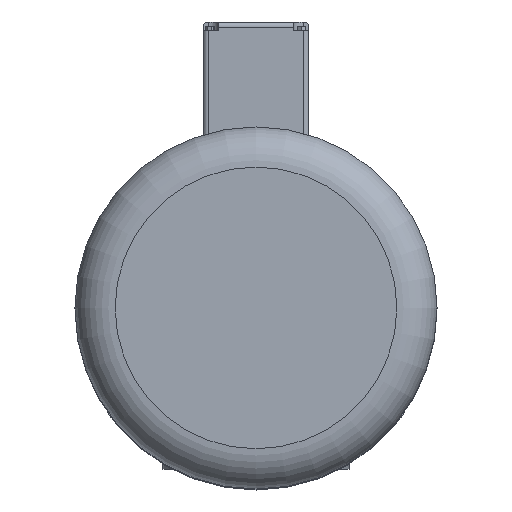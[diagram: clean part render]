
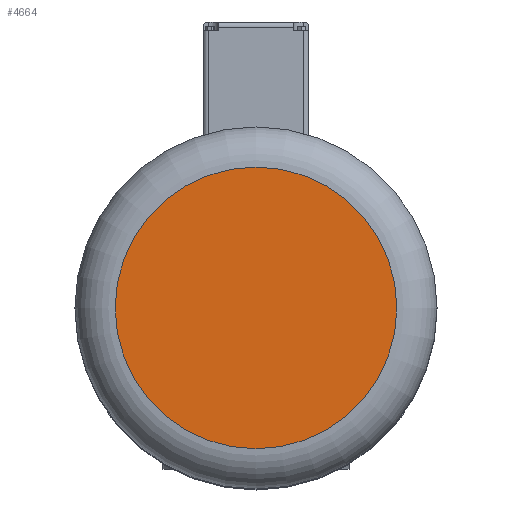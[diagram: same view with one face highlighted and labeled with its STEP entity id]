
A CAD part, top view. The second image highlights one B-rep face of the part: STEP entity #4664.
In plain terms, the highlighted planar face has unit normal (0, 0, 1).
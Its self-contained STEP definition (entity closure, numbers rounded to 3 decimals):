
#4664=ADVANCED_FACE('',(#8646),#8648,.T.);
#8646=FACE_BOUND('',#8647,.T.);
#8647=EDGE_LOOP('',(#11380));
#8648=PLANE('',#8649);
#8649=AXIS2_PLACEMENT_3D('',#8650,#8651,#8652);
#8650=CARTESIAN_POINT('',(0.,0.,1995.));
#8651=DIRECTION('',(0.,0.,1.));
#8652=DIRECTION('',(0.,1.,0.));
#11380=ORIENTED_EDGE('',*,*,#12788,.F.);
#12788=EDGE_CURVE('',#15162,#15162,#15163,.T.);
#15162=VERTEX_POINT('',#23395);
#15163=CIRCLE('',#23396,140.);
#23395=CARTESIAN_POINT('',(0.,140.,1995.));
#23396=AXIS2_PLACEMENT_3D('',#23397,#23398,#23399);
#23397=CARTESIAN_POINT('',(0.,0.,1995.));
#23398=DIRECTION('',(0.,0.,-1.));
#23399=DIRECTION('',(0.,1.,0.));
